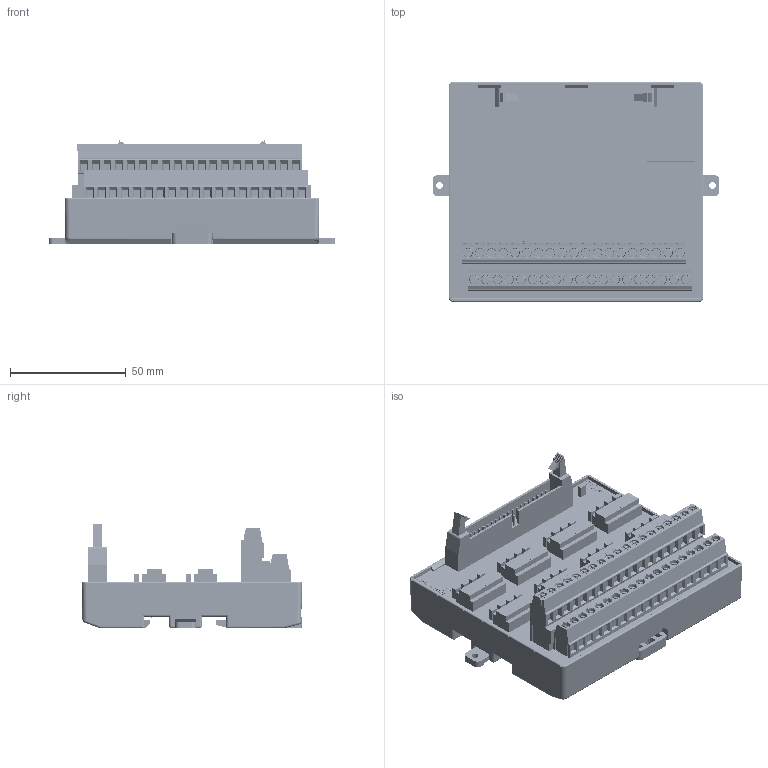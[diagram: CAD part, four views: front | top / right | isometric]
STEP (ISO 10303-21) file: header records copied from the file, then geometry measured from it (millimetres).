
FILE_DESCRIPTION(/* description */ (''),/* implementation_level */ '2;1');
FILE_NAME(/* name */ '123.stp',/* time_stamp */ '2024-08-16T10:24:46+08:00',/* author */ (''),/* organization */ (''),/* preprocessor_version */ 'ST-DEVELOPER v14',/* originating_system */ 'SIEMENS PLM Software NX 8.0',/* authorisation */ '');
FILE_SCHEMA (('AUTOMOTIVE_DESIGN { 1 0 10303 214 3 1 1 1 }'));
Products named in the file (1): Admi3260DBFCabea
Bounding box: 123.74 x 95.1 x 45.3 mm (x, y, z)
Volume: 220712.7 mm3; surface area: 66213.7 mm2
Topology: 3 solids, 73 shells, 6159 faces, 16566 edges, 10776 vertices
Faces by surface type: plane 4155, cylinder 1255, torus 380, bspline 201, cone 154, extrusion 10, sphere 4
Full cylindrical faces by diameter (mm): 3 x2, 4.5 x1
Entity records: 252478 total; most frequent: CARTESIAN_POINT 99764, ORIENTED_EDGE 33118, DIRECTION 28172, EDGE_CURVE 16559, VECTOR 12142, LINE 12132, VERTEX_POINT 10776, AXIS2_PLACEMENT_3D 8015
